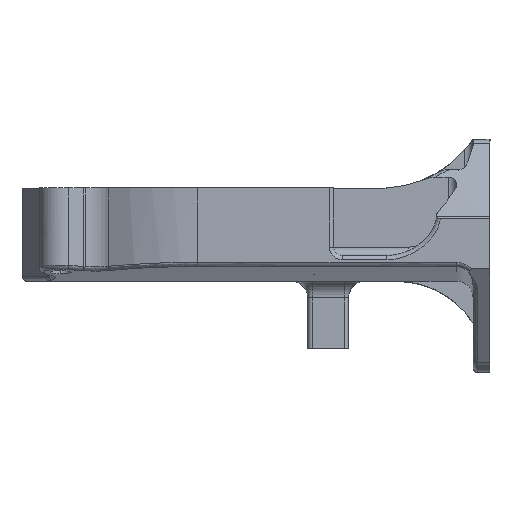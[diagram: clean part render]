
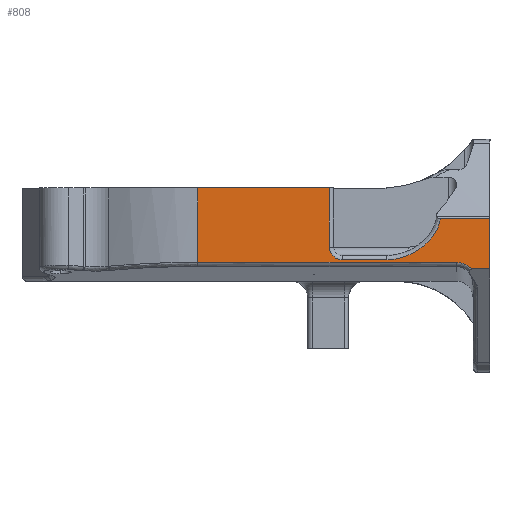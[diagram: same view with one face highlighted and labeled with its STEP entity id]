
A CAD part, top view. The second image highlights one B-rep face of the part: STEP entity #808.
In plain terms, the highlighted planar face has unit normal (0, 0, 1).
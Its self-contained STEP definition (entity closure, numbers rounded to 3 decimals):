
#361 = ORIENTED_EDGE ( 'NONE', *, *, #18020, .T. ) ;
#410 = AXIS2_PLACEMENT_3D ( 'NONE', #6289, #14037, #787 ) ;
#457 = EDGE_LOOP ( 'NONE', ( #2646, #4489, #9735, #15066, #13867, #12009, #9112, #1644, #361, #13689, #17419 ) ) ;
#549 = CARTESIAN_POINT ( 'NONE',  ( 3.632, 14.25, 12.115 ) ) ;
#661 = LINE ( 'NONE', #2105, #5000 ) ;
#683 = B_SPLINE_CURVE_WITH_KNOTS ( 'NONE', 3,
 ( #1238, #11170, #9945, #5658, #4119, #8325, #2395, #14303, #18319, #8425, #12779, #12585, #14210, #8140, #16883, #18609 ),
 .UNSPECIFIED., .F., .F.,
 ( 4, 2, 2, 2, 2, 2, 2, 4 ),
 ( 0., 0.001, 0.002, 0.003, 0.004, 0.005, 0.007, 0.009 ),
 .UNSPECIFIED. ) ;
#787 = DIRECTION ( 'NONE',  ( -1., 0., 0. ) ) ;
#808 = ADVANCED_FACE ( 'NONE', ( #4258 ), #15781, .F. ) ;
#882 = CARTESIAN_POINT ( 'NONE',  ( 34.222, 5.44, 12.115 ) ) ;
#1238 = CARTESIAN_POINT ( 'NONE',  ( 32.352, 10.614, 12.115 ) ) ;
#1277 = CARTESIAN_POINT ( 'NONE',  ( 13.431, -7.58, 12.115 ) ) ;
#1600 = CARTESIAN_POINT ( 'NONE',  ( 38.222, -7.58, 12.115 ) ) ;
#1644 = ORIENTED_EDGE ( 'NONE', *, *, #16148, .T. ) ;
#1888 = CARTESIAN_POINT ( 'NONE',  ( 24.025, 5.44, 12.115 ) ) ;
#2105 = CARTESIAN_POINT ( 'NONE',  ( 3.632, -7.58, 12.115 ) ) ;
#2154 = B_SPLINE_CURVE_WITH_KNOTS ( 'NONE', 3,
 ( #3431, #16193, #1888, #11816 ),
 .UNSPECIFIED., .F., .F.,
 ( 4, 4 ),
 ( 0., 1. ),
 .UNSPECIFIED. ) ;
#2395 = CARTESIAN_POINT ( 'NONE',  ( 31.099, 8.063, 12.115 ) ) ;
#2510 = EDGE_CURVE ( 'NONE', #5458, #7896, #3727, .T. ) ;
#2512 = CARTESIAN_POINT ( 'NONE',  ( 34.558, 5.44, 12.115 ) ) ;
#2646 = ORIENTED_EDGE ( 'NONE', *, *, #10247, .T. ) ;
#2817 = DIRECTION ( 'NONE',  ( 0., -1., 0. ) ) ;
#2972 = VECTOR ( 'NONE', #14986, 1000. ) ;
#3147 = DIRECTION ( 'NONE',  ( 0., -1., 0. ) ) ;
#3327 = LINE ( 'NONE', #15211, #4117 ) ;
#3431 = CARTESIAN_POINT ( 'NONE',  ( 3.632, 5.44, 12.115 ) ) ;
#3457 = CARTESIAN_POINT ( 'NONE',  ( 19.223, 7.25, 12.115 ) ) ;
#3727 = LINE ( 'NONE', #9558, #4576 ) ;
#3782 = EDGE_CURVE ( 'NONE', #8216, #7896, #10400, .T. ) ;
#3965 = DIRECTION ( 'NONE',  ( 0., 0., -1. ) ) ;
#4117 = VECTOR ( 'NONE', #6475, 1000. ) ;
#4119 = CARTESIAN_POINT ( 'NONE',  ( 31.741, 8.922, 12.115 ) ) ;
#4258 = FACE_OUTER_BOUND ( 'NONE', #457, .T. ) ;
#4354 = DIRECTION ( 'NONE',  ( -1., 0., 0. ) ) ;
#4489 = ORIENTED_EDGE ( 'NONE', *, *, #15898, .T. ) ;
#4527 = VERTEX_POINT ( 'NONE', #5879 ) ;
#4576 = VECTOR ( 'NONE', #16873, 1000. ) ;
#5000 = VECTOR ( 'NONE', #5082, 1000. ) ;
#5082 = DIRECTION ( 'NONE',  ( 0., -1., 0. ) ) ;
#5146 = VERTEX_POINT ( 'NONE', #6989 ) ;
#5458 = VERTEX_POINT ( 'NONE', #7862 ) ;
#5620 = EDGE_CURVE ( 'NONE', #11311, #4527, #683, .T. ) ;
#5658 = CARTESIAN_POINT ( 'NONE',  ( 31.921, 9.242, 12.115 ) ) ;
#5879 = CARTESIAN_POINT ( 'NONE',  ( 26.019, 5.75, 12.115 ) ) ;
#6289 = CARTESIAN_POINT ( 'NONE',  ( 20.723, 7.25, 12.115 ) ) ;
#6450 = VECTOR ( 'NONE', #4354, 1000. ) ;
#6451 = EDGE_CURVE ( 'NONE', #8216, #11311, #7231, .T. ) ;
#6475 = DIRECTION ( 'NONE',  ( 0., 1., 0. ) ) ;
#6724 = CARTESIAN_POINT ( 'NONE',  ( 35.515, 5.102, 12.115 ) ) ;
#6989 = CARTESIAN_POINT ( 'NONE',  ( 34.222, 5.44, 12.115 ) ) ;
#7231 = LINE ( 'NONE', #14450, #6450 ) ;
#7584 = LINE ( 'NONE', #18423, #12686 ) ;
#7765 = B_SPLINE_CURVE_WITH_KNOTS ( 'NONE', 3,
 ( #882, #2512, #8254, #6724, #18438, #8350 ),
 .UNSPECIFIED., .F., .F.,
 ( 4, 2, 4 ),
 ( 0., 0.5, 1. ),
 .UNSPECIFIED. ) ;
#7826 = VECTOR ( 'NONE', #3147, 1000. ) ;
#7862 = CARTESIAN_POINT ( 'NONE',  ( 36.03, 4.656, 12.115 ) ) ;
#7896 = VERTEX_POINT ( 'NONE', #8912 ) ;
#8045 = CIRCLE ( 'NONE', #410, 1.5 ) ;
#8140 = CARTESIAN_POINT ( 'NONE',  ( 27.447, 5.876, 12.115 ) ) ;
#8216 = VERTEX_POINT ( 'NONE', #11464 ) ;
#8254 = CARTESIAN_POINT ( 'NONE',  ( 34.895, 5.369, 12.115 ) ) ;
#8325 = CARTESIAN_POINT ( 'NONE',  ( 31.33, 8.334, 12.115 ) ) ;
#8350 = CARTESIAN_POINT ( 'NONE',  ( 36.03, 4.656, 12.115 ) ) ;
#8368 = VERTEX_POINT ( 'NONE', #549 ) ;
#8425 = CARTESIAN_POINT ( 'NONE',  ( 29.738, 6.9, 12.115 ) ) ;
#8912 = CARTESIAN_POINT ( 'NONE',  ( 38.222, 4.656, 12.115 ) ) ;
#9112 = ORIENTED_EDGE ( 'NONE', *, *, #13748, .T. ) ;
#9206 = CARTESIAN_POINT ( 'NONE',  ( 13.431, 14.25, 12.115 ) ) ;
#9298 = LINE ( 'NONE', #9206, #2972 ) ;
#9403 = CARTESIAN_POINT ( 'NONE',  ( 20.723, 5.75, 12.115 ) ) ;
#9558 = CARTESIAN_POINT ( 'NONE',  ( 13.431, 4.656, 12.115 ) ) ;
#9735 = ORIENTED_EDGE ( 'NONE', *, *, #2510, .T. ) ;
#9945 = CARTESIAN_POINT ( 'NONE',  ( 32.197, 9.905, 12.115 ) ) ;
#10247 = EDGE_CURVE ( 'NONE', #17276, #5146, #2154, .T. ) ;
#10400 = LINE ( 'NONE', #1600, #7826 ) ;
#10475 = CARTESIAN_POINT ( 'NONE',  ( 3.632, 5.44, 12.115 ) ) ;
#10651 = EDGE_CURVE ( 'NONE', #8368, #17276, #661, .T. ) ;
#10711 = VERTEX_POINT ( 'NONE', #3457 ) ;
#10997 = DIRECTION ( 'NONE',  ( -1., 0., 0. ) ) ;
#11036 = CARTESIAN_POINT ( 'NONE',  ( 19.223, 14.25, 12.115 ) ) ;
#11170 = CARTESIAN_POINT ( 'NONE',  ( 32.298, 10.254, 12.115 ) ) ;
#11311 = VERTEX_POINT ( 'NONE', #11482 ) ;
#11346 = AXIS2_PLACEMENT_3D ( 'NONE', #1277, #3965, #2817 ) ;
#11464 = CARTESIAN_POINT ( 'NONE',  ( 38.222, 10.614, 12.115 ) ) ;
#11482 = CARTESIAN_POINT ( 'NONE',  ( 32.352, 10.614, 12.115 ) ) ;
#11816 = CARTESIAN_POINT ( 'NONE',  ( 34.222, 5.44, 12.115 ) ) ;
#12009 = ORIENTED_EDGE ( 'NONE', *, *, #5620, .T. ) ;
#12585 = CARTESIAN_POINT ( 'NONE',  ( 28.801, 6.375, 12.115 ) ) ;
#12686 = VECTOR ( 'NONE', #10997, 1000. ) ;
#12779 = CARTESIAN_POINT ( 'NONE',  ( 29.434, 6.71, 12.115 ) ) ;
#13689 = ORIENTED_EDGE ( 'NONE', *, *, #13718, .T. ) ;
#13718 = EDGE_CURVE ( 'NONE', #18127, #8368, #9298, .T. ) ;
#13748 = EDGE_CURVE ( 'NONE', #4527, #14637, #7584, .T. ) ;
#13867 = ORIENTED_EDGE ( 'NONE', *, *, #6451, .T. ) ;
#14037 = DIRECTION ( 'NONE',  ( 0., 0., -1. ) ) ;
#14210 = CARTESIAN_POINT ( 'NONE',  ( 28.471, 6.231, 12.115 ) ) ;
#14303 = CARTESIAN_POINT ( 'NONE',  ( 30.594, 7.56, 12.115 ) ) ;
#14450 = CARTESIAN_POINT ( 'NONE',  ( 38.222, 10.614, 12.115 ) ) ;
#14637 = VERTEX_POINT ( 'NONE', #9403 ) ;
#14986 = DIRECTION ( 'NONE',  ( -1., 0., 0. ) ) ;
#15066 = ORIENTED_EDGE ( 'NONE', *, *, #3782, .F. ) ;
#15211 = CARTESIAN_POINT ( 'NONE',  ( 19.223, -7.58, 12.115 ) ) ;
#15781 = PLANE ( 'NONE',  #11346 ) ;
#15898 = EDGE_CURVE ( 'NONE', #5146, #5458, #7765, .T. ) ;
#16148 = EDGE_CURVE ( 'NONE', #14637, #10711, #8045, .T. ) ;
#16193 = CARTESIAN_POINT ( 'NONE',  ( 13.829, 5.44, 12.115 ) ) ;
#16873 = DIRECTION ( 'NONE',  ( 1., 0., 0. ) ) ;
#16883 = CARTESIAN_POINT ( 'NONE',  ( 26.744, 5.75, 12.115 ) ) ;
#17276 = VERTEX_POINT ( 'NONE', #10475 ) ;
#17419 = ORIENTED_EDGE ( 'NONE', *, *, #10651, .T. ) ;
#18020 = EDGE_CURVE ( 'NONE', #10711, #18127, #3327, .T. ) ;
#18127 = VERTEX_POINT ( 'NONE', #11036 ) ;
#18319 = CARTESIAN_POINT ( 'NONE',  ( 30.32, 7.327, 12.115 ) ) ;
#18423 = CARTESIAN_POINT ( 'NONE',  ( 20.723, 5.75, 12.115 ) ) ;
#18438 = CARTESIAN_POINT ( 'NONE',  ( 35.797, 4.904, 12.115 ) ) ;
#18609 = CARTESIAN_POINT ( 'NONE',  ( 26.019, 5.75, 12.115 ) ) ;
